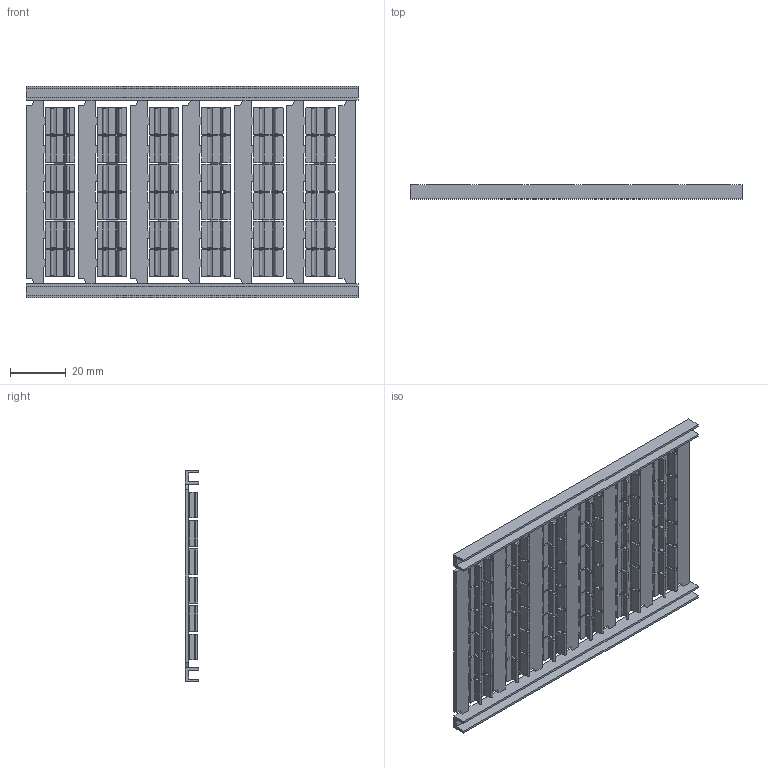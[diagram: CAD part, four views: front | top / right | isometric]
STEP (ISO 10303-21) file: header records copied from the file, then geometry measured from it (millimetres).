
FILE_DESCRIPTION((''),'2;1');
FILE_NAME('8YB867189','2022-08-22T',('Administrator'),(''),'PRO/ENGINEER BY PARAMETRIC TECHNOLOGY CORPORATION, 2013230','PRO/ENGINEER BY PARAMETRIC TECHNOLOGY CORPORATION, 2013230','');
FILE_SCHEMA(('CONFIG_CONTROL_DESIGN'));
Length unit declared in the file: millimetre
Products named in the file (1): 8YB867189
Bounding box: 119.2 x 5 x 76 mm (x, y, z)
Volume: 13426.2 mm3; surface area: 27024 mm2
Topology: 1 solids, 1 shells, 1376 faces, 3696 edges, 2376 vertices
Faces by surface type: plane 944, cylinder 432
Entity records: 42770 total; most frequent: CARTESIAN_POINT 7448, ORIENTED_EDGE 7392, DIRECTION 7312, EDGE_CURVE 3696, VECTOR 2832, LINE 2832, VERTEX_POINT 2376, AXIS2_PLACEMENT_3D 2240
